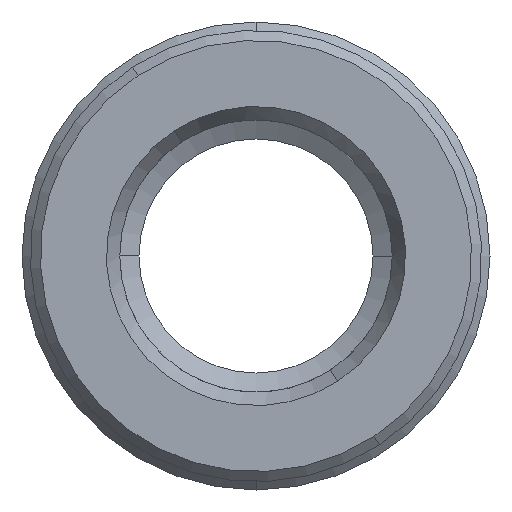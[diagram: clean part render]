
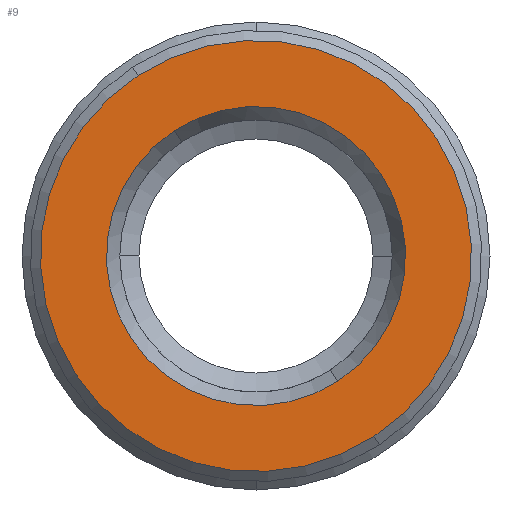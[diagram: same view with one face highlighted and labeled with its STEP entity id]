
A CAD part, front view. The second image highlights one B-rep face of the part: STEP entity #9.
In plain terms, the highlighted planar face has unit normal (0, -1, 0).
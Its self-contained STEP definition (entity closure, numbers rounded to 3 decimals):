
#3 = ORIENTED_EDGE ( 'NONE', *, *, #196, .T. ) ;
#4 = ORIENTED_EDGE ( 'NONE', *, *, #6, .T. ) ;
#5 = EDGE_LOOP ( 'NONE', ( #11, #12 ) ) ;
#6 = EDGE_CURVE ( 'NONE', #616, #195, #448, .T. ) ;
#7 = EDGE_LOOP ( 'NONE', ( #3, #4 ) ) ;
#9 = ADVANCED_FACE ( 'NONE', ( #449, #441 ), #440, .T. ) ;
#11 = ORIENTED_EDGE ( 'NONE', *, *, #656, .F. ) ;
#12 = ORIENTED_EDGE ( 'NONE', *, *, #13, .F. ) ;
#13 = EDGE_CURVE ( 'NONE', #587, #589, #431, .T. ) ;
#195 = VERTEX_POINT ( 'NONE', #846 ) ;
#196 = EDGE_CURVE ( 'NONE', #195, #616, #812, .T. ) ;
#422 = CARTESIAN_POINT ( 'NONE',  ( 0., -17.2, 0. ) ) ;
#423 = DIRECTION ( 'NONE',  ( -0.547, 0., 0.837 ) ) ;
#424 = DIRECTION ( 'NONE',  ( 0., -1., 0. ) ) ;
#425 = CARTESIAN_POINT ( 'NONE',  ( -5.4, -17.2, -3.528 ) ) ;
#426 = AXIS2_PLACEMENT_3D ( 'NONE', #425, #424, #423 ) ;
#428 = DIRECTION ( 'NONE',  ( 0.547, 0., -0.837 ) ) ;
#429 = DIRECTION ( 'NONE',  ( 0., 1., 0. ) ) ;
#430 = AXIS2_PLACEMENT_3D ( 'NONE', #422, #429, #428 ) ;
#431 = CIRCLE ( 'NONE', #430, 6.45 ) ;
#440 = PLANE ( 'NONE',  #426 ) ;
#441 = FACE_OUTER_BOUND ( 'NONE', #5, .T. ) ;
#442 = DIRECTION ( 'NONE',  ( 0.547, 0., -0.837 ) ) ;
#443 = DIRECTION ( 'NONE',  ( 0., 1., 0. ) ) ;
#444 = AXIS2_PLACEMENT_3D ( 'NONE', #447, #443, #442 ) ;
#447 = CARTESIAN_POINT ( 'NONE',  ( 0., -17.2, 0. ) ) ;
#448 = CIRCLE ( 'NONE', #444, 4.475 ) ;
#449 = FACE_BOUND ( 'NONE', #7, .T. ) ;
#587 = VERTEX_POINT ( 'NONE', #1198 ) ;
#589 = VERTEX_POINT ( 'NONE', #1181 ) ;
#616 = VERTEX_POINT ( 'NONE', #1250 ) ;
#656 = EDGE_CURVE ( 'NONE', #589, #587, #1325, .T. ) ;
#812 = CIRCLE ( 'NONE', #842, 4.475 ) ;
#827 = DIRECTION ( 'NONE',  ( 0.547, 0., -0.837 ) ) ;
#828 = DIRECTION ( 'NONE',  ( 0., 1., 0. ) ) ;
#842 = AXIS2_PLACEMENT_3D ( 'NONE', #845, #828, #827 ) ;
#845 = CARTESIAN_POINT ( 'NONE',  ( 0., -17.2, 0. ) ) ;
#846 = CARTESIAN_POINT ( 'NONE',  ( -2.448, -17.2, 3.746 ) ) ;
#1181 = CARTESIAN_POINT ( 'NONE',  ( 3.528, -17.2, -5.4 ) ) ;
#1198 = CARTESIAN_POINT ( 'NONE',  ( -3.528, -17.2, 5.4 ) ) ;
#1250 = CARTESIAN_POINT ( 'NONE',  ( 2.448, -17.2, -3.746 ) ) ;
#1287 = DIRECTION ( 'NONE',  ( 0.547, 0., -0.837 ) ) ;
#1320 = DIRECTION ( 'NONE',  ( 0., 1., 0. ) ) ;
#1321 = CARTESIAN_POINT ( 'NONE',  ( 0., -17.2, 0. ) ) ;
#1322 = AXIS2_PLACEMENT_3D ( 'NONE', #1321, #1320, #1287 ) ;
#1325 = CIRCLE ( 'NONE', #1322, 6.45 ) ;
